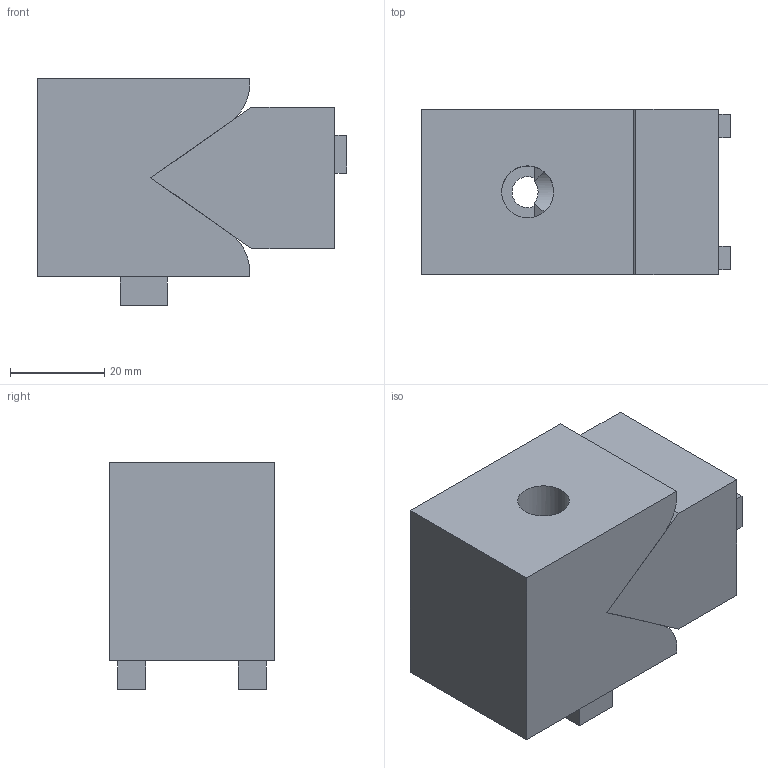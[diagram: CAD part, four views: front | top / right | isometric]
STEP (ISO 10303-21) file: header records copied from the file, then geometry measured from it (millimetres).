
FILE_DESCRIPTION(/* description */ (''),/* implementation_level */ '2;1');
FILE_NAME(/* name */ '140702',/* time_stamp */ '2014-10-06T15:49:49+02:00',/* author */ (''),/* organization */ (''),/* preprocessor_version */ 'ST-DEVELOPER v14',/* originating_system */ 'HiCAD 2013 1802.4 Build 509',/* authorisation */ '');
FILE_SCHEMA (('AUTOMOTIVE_DESIGN { 1 0 10303 214 1 1 1 1 }'));
Length unit declared in the file: millimetre
Products named in the file (3): Root; 140702Schuifdeur aanslagsetBOIKON
Assembly tree (2 placements, depth 3):
  Root
    140702Schuifdeur aanslagsetBOIKON
      140702Schuifdeur aanslagsetBOIKON
Bounding box: 65.5 x 35 x 48 mm (x, y, z)
Volume: 80286.9 mm3; surface area: 18127.1 mm2
Topology: 2 solids, 2 shells, 44 faces, 111 edges, 75 vertices
Faces by surface type: plane 38, cylinder 6
Full cylindrical faces by diameter (mm): 6.6 x2, 11 x2
Entity records: 2359 total; most frequent: CARTESIAN_POINT 222, DIRECTION 214, PRESENTATION_STYLE_ASSIGNMENT 208, COLOUR_RGB 207, DRAUGHTING_PRE_DEFINED_CURVE_FONT 206, CURVE_STYLE 206, OVER_RIDING_STYLED_ITEM 206, ORIENTED_EDGE 206
